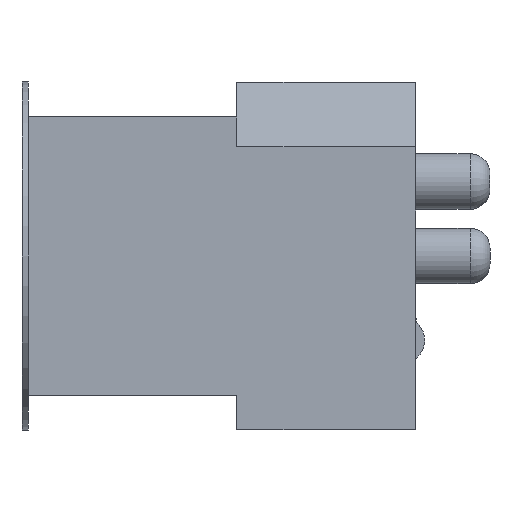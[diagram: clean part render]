
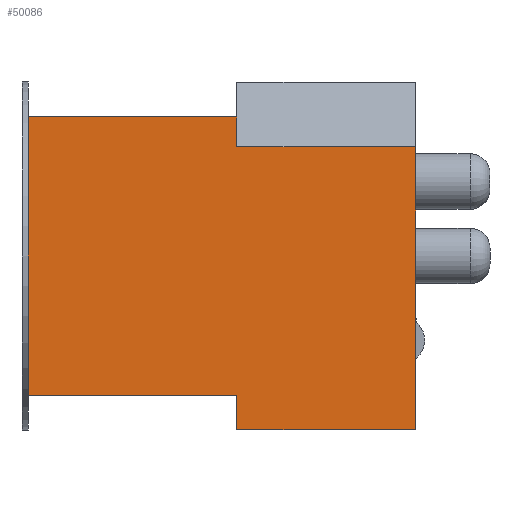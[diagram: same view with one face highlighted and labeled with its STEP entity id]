
A CAD part, left-side view. The second image highlights one B-rep face of the part: STEP entity #50086.
In plain terms, the highlighted planar face has unit normal (-1, 0, 0).
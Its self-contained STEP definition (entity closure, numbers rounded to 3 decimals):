
#15358=ORIENTED_EDGE('',*,*,#23942,.T.);
#15359=ORIENTED_EDGE('',*,*,#23943,.F.);
#15360=ORIENTED_EDGE('',*,*,#23944,.T.);
#15361=ORIENTED_EDGE('',*,*,#23718,.F.);
#15362=ORIENTED_EDGE('',*,*,#23530,.F.);
#15363=ORIENTED_EDGE('',*,*,#23854,.T.);
#15364=ORIENTED_EDGE('',*,*,#23938,.F.);
#15365=ORIENTED_EDGE('',*,*,#23945,.T.);
#23530=EDGE_CURVE('',#28900,#28901,#34319,.T.);
#23718=EDGE_CURVE('',#28901,#29027,#34507,.T.);
#23854=EDGE_CURVE('',#28900,#29138,#34643,.T.);
#23938=EDGE_CURVE('',#29195,#29138,#34727,.T.);
#23942=EDGE_CURVE('',#29198,#29199,#34731,.T.);
#23943=EDGE_CURVE('',#29200,#29199,#34732,.T.);
#23944=EDGE_CURVE('',#29200,#29027,#34733,.T.);
#23945=EDGE_CURVE('',#29195,#29198,#34734,.T.);
#28900=VERTEX_POINT('',#81303);
#28901=VERTEX_POINT('',#81305);
#29027=VERTEX_POINT('',#81620);
#29138=VERTEX_POINT('',#81884);
#29195=VERTEX_POINT('',#82044);
#29198=VERTEX_POINT('',#82054);
#29199=VERTEX_POINT('',#82055);
#29200=VERTEX_POINT('',#82057);
#34319=LINE('',#81304,#40161);
#34507=LINE('',#81619,#40349);
#34643=LINE('',#81885,#40485);
#34727=LINE('',#82045,#40569);
#34731=LINE('',#82053,#40573);
#34732=LINE('',#82056,#40574);
#34733=LINE('',#82058,#40575);
#34734=LINE('',#82059,#40576);
#40161=VECTOR('',#66687,1000.);
#40349=VECTOR('',#66877,1000.);
#40485=VECTOR('',#67049,1000.);
#40569=VECTOR('',#67171,1000.);
#40573=VECTOR('',#67179,1000.);
#40574=VECTOR('',#67180,1000.);
#40575=VECTOR('',#67181,1000.);
#40576=VECTOR('',#67182,1000.);
#43342=EDGE_LOOP('',(#15358,#15359,#15360,#15361,#15362,#15363,#15364,#15365));
#45835=FACE_BOUND('',#43342,.T.);
#47605=PLANE('',#54184);
#50086=ADVANCED_FACE('',(#45835),#47605,.F.);
#54184=AXIS2_PLACEMENT_3D('',#82052,#67177,#67178);
#66687=DIRECTION('',(0.,0.,1.));
#66877=DIRECTION('',(0.,-1.,0.));
#67049=DIRECTION('',(0.,-1.,0.));
#67171=DIRECTION('',(0.,0.,1.));
#67177=DIRECTION('',(1.,0.,0.));
#67178=DIRECTION('',(0.,0.,-1.));
#67179=DIRECTION('',(0.,0.,1.));
#67180=DIRECTION('',(0.,-1.,0.));
#67181=DIRECTION('',(0.,0.,1.));
#67182=DIRECTION('',(0.,-1.,0.));
#81303=CARTESIAN_POINT('',(-14.3,7.8,-2.8));
#81304=CARTESIAN_POINT('',(-14.3,7.8,-2.8));
#81305=CARTESIAN_POINT('',(-14.3,7.8,2.8));
#81619=CARTESIAN_POINT('',(-14.3,7.8,2.8));
#81620=CARTESIAN_POINT('',(-14.3,3.6,2.8));
#81884=CARTESIAN_POINT('',(-14.3,3.6,-2.8));
#81885=CARTESIAN_POINT('',(-14.3,7.8,-2.8));
#82044=CARTESIAN_POINT('',(-14.3,3.6,-3.5));
#82045=CARTESIAN_POINT('',(-14.3,3.6,-3.5));
#82052=CARTESIAN_POINT('',(-14.3,3.6,-3.5));
#82053=CARTESIAN_POINT('',(-14.3,0.,-3.5));
#82054=CARTESIAN_POINT('',(-14.3,0.,-3.5));
#82055=CARTESIAN_POINT('',(-14.3,0.,2.2));
#82056=CARTESIAN_POINT('',(-14.3,3.6,2.2));
#82057=CARTESIAN_POINT('',(-14.3,3.6,2.2));
#82058=CARTESIAN_POINT('',(-14.3,3.6,-2.8));
#82059=CARTESIAN_POINT('',(-14.3,3.6,-3.5));
